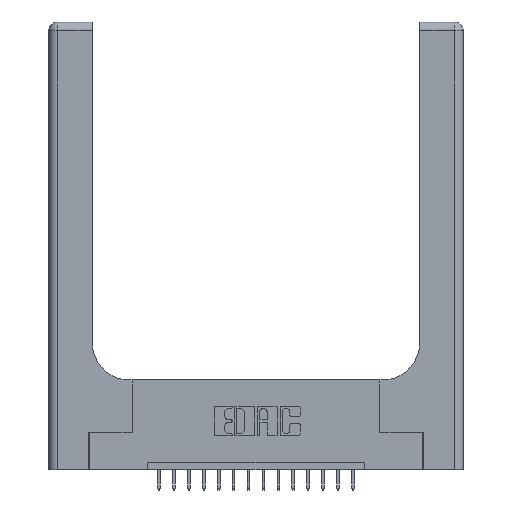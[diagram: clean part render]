
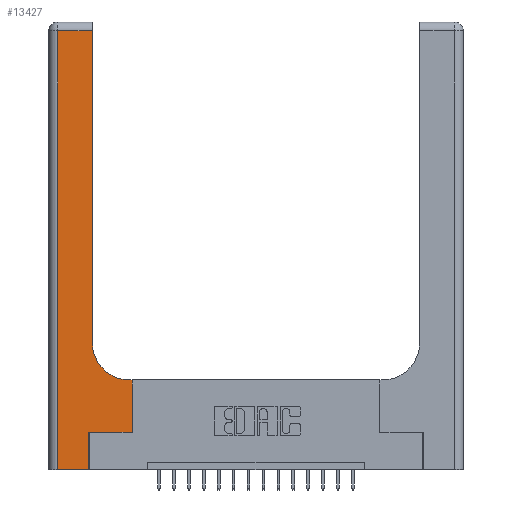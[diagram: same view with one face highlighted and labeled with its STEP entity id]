
A CAD part, top view. The second image highlights one B-rep face of the part: STEP entity #13427.
In plain terms, the highlighted planar face has unit normal (0, 0, 1).
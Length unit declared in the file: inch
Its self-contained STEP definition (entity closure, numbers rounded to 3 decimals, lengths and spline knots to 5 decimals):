
#54 = CARTESIAN_POINT ( 'NONE',  ( 0.2915, 0.85, 0.37 ) ) ;
#479 = EDGE_CURVE ( 'NONE', #16416, #15452, #7136, .T. ) ;
#577 = VECTOR ( 'NONE', #18903, 39.37008 ) ;
#1100 = ORIENTED_EDGE ( 'NONE', *, *, #9631, .T. ) ;
#1296 = FACE_OUTER_BOUND ( 'NONE', #12227, .T. ) ;
#1526 = LINE ( 'NONE', #16400, #8988 ) ;
#1899 = CARTESIAN_POINT ( 'NONE',  ( 0.269, 0., 0.37 ) ) ;
#1963 = DIRECTION ( 'NONE',  ( 0., -1., 0. ) ) ;
#2159 = VERTEX_POINT ( 'NONE', #11588 ) ;
#2532 = VERTEX_POINT ( 'NONE', #16876 ) ;
#2773 = VECTOR ( 'NONE', #1963, 39.37008 ) ;
#2785 = DIRECTION ( 'NONE',  ( 0., 0., -1. ) ) ;
#2926 = EDGE_CURVE ( 'NONE', #11680, #8007, #12638, .T. ) ;
#2971 = CARTESIAN_POINT ( 'NONE',  ( 0.5585, 0.25, 0.37 ) ) ;
#3237 = CARTESIAN_POINT ( 'NONE',  ( 0.2915, 2.94, 0.37 ) ) ;
#3502 = CIRCLE ( 'NONE', #15548, 0.25 ) ;
#3599 = VECTOR ( 'NONE', #16236, 39.37008 ) ;
#3849 = VECTOR ( 'NONE', #18118, 39.37008 ) ;
#4406 = VECTOR ( 'NONE', #6682, 39.37008 ) ;
#4502 = EDGE_CURVE ( 'NONE', #9780, #8782, #3502, .T. ) ;
#4535 = VECTOR ( 'NONE', #5770, 39.37008 ) ;
#4925 = EDGE_CURVE ( 'NONE', #2532, #9780, #5840, .T. ) ;
#5234 = CARTESIAN_POINT ( 'NONE',  ( 0.06, 0., 0.37 ) ) ;
#5680 = ORIENTED_EDGE ( 'NONE', *, *, #4502, .T. ) ;
#5770 = DIRECTION ( 'NONE',  ( 0., 1., 0. ) ) ;
#5840 = LINE ( 'NONE', #7543, #3849 ) ;
#5904 = AXIS2_PLACEMENT_3D ( 'NONE', #16357, #2785, #8885 ) ;
#6188 = CARTESIAN_POINT ( 'NONE',  ( 0.06, 2.94, 0.37 ) ) ;
#6682 = DIRECTION ( 'NONE',  ( 0., 1., 0. ) ) ;
#6846 = CARTESIAN_POINT ( 'NONE',  ( 0., 2.94, 0.37 ) ) ;
#7136 = LINE ( 'NONE', #6846, #577 ) ;
#7487 = CARTESIAN_POINT ( 'NONE',  ( 0.269, 0.25, 0.37 ) ) ;
#7543 = CARTESIAN_POINT ( 'NONE',  ( 0.2915, 0.6, 0.37 ) ) ;
#7716 = DIRECTION ( 'NONE',  ( 0., 1., 0. ) ) ;
#8007 = VERTEX_POINT ( 'NONE', #7487 ) ;
#8744 = DIRECTION ( 'NONE',  ( 1., 0., 0. ) ) ;
#8747 = ORIENTED_EDGE ( 'NONE', *, *, #2926, .T. ) ;
#8749 = EDGE_CURVE ( 'NONE', #8782, #16416, #1526, .T. ) ;
#8782 = VERTEX_POINT ( 'NONE', #54 ) ;
#8885 = DIRECTION ( 'NONE',  ( -1., 0., 0. ) ) ;
#8988 = VECTOR ( 'NONE', #7716, 39.37008 ) ;
#9074 = ORIENTED_EDGE ( 'NONE', *, *, #17569, .T. ) ;
#9631 = EDGE_CURVE ( 'NONE', #2159, #2532, #16545, .T. ) ;
#9733 = LINE ( 'NONE', #17115, #2773 ) ;
#9780 = VERTEX_POINT ( 'NONE', #16840 ) ;
#10488 = ORIENTED_EDGE ( 'NONE', *, *, #4925, .T. ) ;
#10519 = CARTESIAN_POINT ( 'NONE',  ( 0., 0., 0.37 ) ) ;
#10711 = EDGE_CURVE ( 'NONE', #8007, #2159, #18720, .T. ) ;
#10948 = CARTESIAN_POINT ( 'NONE',  ( 0.269, 0., 0.37 ) ) ;
#11588 = CARTESIAN_POINT ( 'NONE',  ( 0.5585, 0.25, 0.37 ) ) ;
#11680 = VERTEX_POINT ( 'NONE', #10948 ) ;
#11717 = CARTESIAN_POINT ( 'NONE',  ( 0.269, 0.25, 0.37 ) ) ;
#12227 = EDGE_LOOP ( 'NONE', ( #12756, #18826, #9074, #13979, #8747, #16029, #1100, #10488, #5680 ) ) ;
#12638 = LINE ( 'NONE', #1899, #4406 ) ;
#12756 = ORIENTED_EDGE ( 'NONE', *, *, #8749, .T. ) ;
#13045 = DIRECTION ( 'NONE',  ( 0., 0., -1. ) ) ;
#13427 = ADVANCED_FACE ( 'NONE', ( #1296 ), #19339, .F. ) ;
#13979 = ORIENTED_EDGE ( 'NONE', *, *, #16210, .T. ) ;
#15452 = VERTEX_POINT ( 'NONE', #6188 ) ;
#15548 = AXIS2_PLACEMENT_3D ( 'NONE', #19351, #13045, #16087 ) ;
#16029 = ORIENTED_EDGE ( 'NONE', *, *, #10711, .T. ) ;
#16087 = DIRECTION ( 'NONE',  ( 1., 0., 0. ) ) ;
#16169 = VERTEX_POINT ( 'NONE', #5234 ) ;
#16210 = EDGE_CURVE ( 'NONE', #16169, #11680, #16221, .T. ) ;
#16221 = LINE ( 'NONE', #10519, #17300 ) ;
#16236 = DIRECTION ( 'NONE',  ( 1., 0., 0. ) ) ;
#16357 = CARTESIAN_POINT ( 'NONE',  ( 0., 3., 0.37 ) ) ;
#16400 = CARTESIAN_POINT ( 'NONE',  ( 0.2915, 3., 0.37 ) ) ;
#16416 = VERTEX_POINT ( 'NONE', #3237 ) ;
#16545 = LINE ( 'NONE', #2971, #4535 ) ;
#16840 = CARTESIAN_POINT ( 'NONE',  ( 0.5415, 0.6, 0.37 ) ) ;
#16876 = CARTESIAN_POINT ( 'NONE',  ( 0.5585, 0.6, 0.37 ) ) ;
#17115 = CARTESIAN_POINT ( 'NONE',  ( 0.06, 3., 0.37 ) ) ;
#17300 = VECTOR ( 'NONE', #8744, 39.37008 ) ;
#17569 = EDGE_CURVE ( 'NONE', #15452, #16169, #9733, .T. ) ;
#18118 = DIRECTION ( 'NONE',  ( -1., 0., 0. ) ) ;
#18720 = LINE ( 'NONE', #11717, #3599 ) ;
#18826 = ORIENTED_EDGE ( 'NONE', *, *, #479, .T. ) ;
#18903 = DIRECTION ( 'NONE',  ( -1., 0., 0. ) ) ;
#19339 = PLANE ( 'NONE',  #5904 ) ;
#19351 = CARTESIAN_POINT ( 'NONE',  ( 0.5415, 0.85, 0.37 ) ) ;
